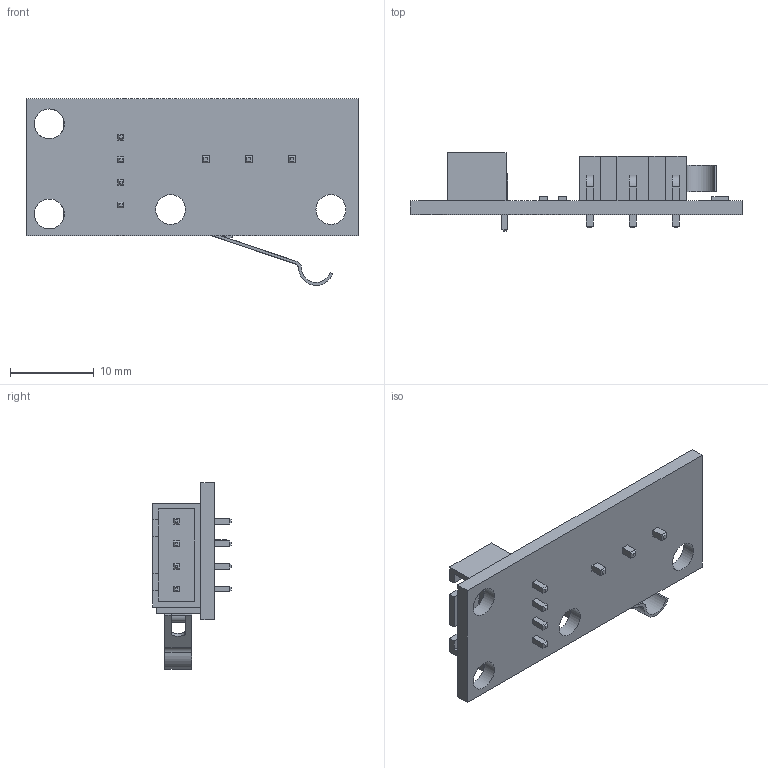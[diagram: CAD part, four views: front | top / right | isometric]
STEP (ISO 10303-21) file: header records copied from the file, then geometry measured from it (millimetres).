
FILE_DESCRIPTION(/* description */ (''),/* implementation_level */ '2;1');
FILE_NAME(/* name */ 'ATC_Endstop_Switch_2x.step',/* time_stamp */ '2021-01-06T23:50:53+01:00',/* author */ (''),/* organization */ (''),/* preprocessor_version */ 'ST-DEVELOPER v18.1',/* originating_system */ 'Autodesk Translation Framework v9.7.0.1280',/* authorisation */ '');
FILE_SCHEMA (('AUTOMOTIVE_DESIGN { 1 0 10303 214 3 1 1 }'));
Length unit declared in the file: millimetre
Products named in the file (1): ATC_Endstop_Switch_2x
Bounding box: 39.7 x 9.4 x 22.36 mm (x, y, z)
Volume: 1650.4 mm3; surface area: 2569.9 mm2
Topology: 1 solids, 1 shells, 259 faces, 645 edges, 406 vertices
Faces by surface type: plane 241, cylinder 18
Full cylindrical faces by diameter (mm): 1.9 x2, 3.575 x4
Entity records: 7753 total; most frequent: CARTESIAN_POINT 1315, ORIENTED_EDGE 1298, DIRECTION 1211, EDGE_CURVE 649, LINE 607, VECTOR 607, VERTEX_POINT 406, AXIS2_PLACEMENT_3D 302
